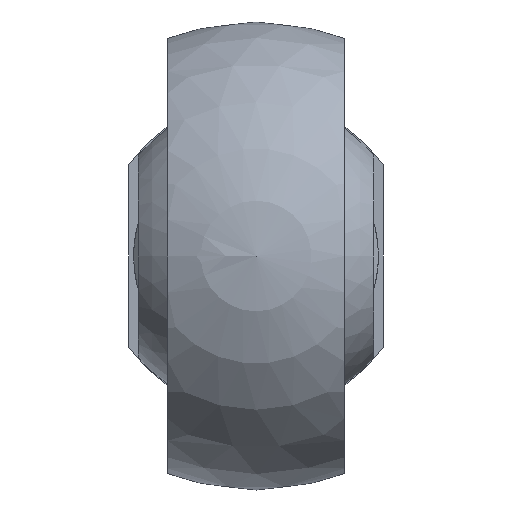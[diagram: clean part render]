
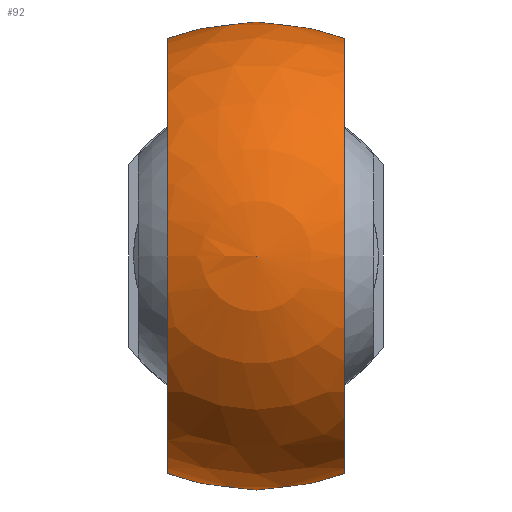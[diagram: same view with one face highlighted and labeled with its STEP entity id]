
A CAD part, left-side view. The second image highlights one B-rep face of the part: STEP entity #92.
In plain terms, the highlighted spherical face has radius 12 mm.
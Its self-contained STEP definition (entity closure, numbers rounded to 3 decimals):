
#92 = ADVANCED_FACE( '', ( #193, #194 ), #195, .T. );
#193 = FACE_BOUND( '', #288, .T. );
#194 = FACE_OUTER_BOUND( '', #289, .T. );
#195 = SPHERICAL_SURFACE( '', #290, 12. );
#288 = VERTEX_LOOP( '', #464 );
#289 = EDGE_LOOP( '', ( #465, #466, #467, #468 ) );
#290 = AXIS2_PLACEMENT_3D( '', #469, #470, #471 );
#464 = VERTEX_POINT( '', #544 );
#465 = ORIENTED_EDGE( '', *, *, #540, .F. );
#466 = ORIENTED_EDGE( '', *, *, #529, .T. );
#467 = ORIENTED_EDGE( '', *, *, #534, .F. );
#468 = ORIENTED_EDGE( '', *, *, #524, .T. );
#469 = CARTESIAN_POINT( '', ( 0., 0., 0. ) );
#470 = DIRECTION( '', ( 1., 0., 0. ) );
#471 = DIRECTION( '', ( 0., 1., 0. ) );
#524 = EDGE_CURVE( '', #615, #617, #619, .F. );
#529 = EDGE_CURVE( '', #623, #625, #627, .F. );
#534 = EDGE_CURVE( '', #615, #625, #633, .T. );
#540 = EDGE_CURVE( '', #623, #617, #639, .T. );
#544 = CARTESIAN_POINT( '', ( -12., 0., 0. ) );
#615 = VERTEX_POINT( '', #721 );
#617 = VERTEX_POINT( '', #728 );
#619 = CIRCLE( '', #737, 11.124 );
#623 = VERTEX_POINT( '', #741 );
#625 = VERTEX_POINT( '', #748 );
#627 = CIRCLE( '', #757, 11.124 );
#633 = CIRCLE( '', #764, 10.109 );
#639 = CIRCLE( '', #771, 10.109 );
#721 = CARTESIAN_POINT( '', ( 6.465, 4.5, 9.053 ) );
#728 = CARTESIAN_POINT( '', ( 6.465, 4.5, -9.053 ) );
#737 = AXIS2_PLACEMENT_3D( '', #850, #851, #852 );
#741 = CARTESIAN_POINT( '', ( 6.465, -4.5, -9.053 ) );
#748 = CARTESIAN_POINT( '', ( 6.465, -4.5, 9.053 ) );
#757 = AXIS2_PLACEMENT_3D( '', #856, #857, #858 );
#764 = AXIS2_PLACEMENT_3D( '', #863, #864, #865 );
#771 = AXIS2_PLACEMENT_3D( '', #867, #868, #869 );
#850 = CARTESIAN_POINT( '', ( 0., 4.5, 0. ) );
#851 = DIRECTION( '', ( 0., 1., 0. ) );
#852 = DIRECTION( '', ( 0., 0., 1. ) );
#856 = CARTESIAN_POINT( '', ( 0., -4.5, 0. ) );
#857 = DIRECTION( '', ( 0., -1., 0. ) );
#858 = DIRECTION( '', ( 0., 0., -1. ) );
#863 = CARTESIAN_POINT( '', ( 6.465, 0., 0. ) );
#864 = DIRECTION( '', ( 1., 0., 0. ) );
#865 = DIRECTION( '', ( 0., 0., -1. ) );
#867 = CARTESIAN_POINT( '', ( 6.465, 0., 0. ) );
#868 = DIRECTION( '', ( 1., 0., 0. ) );
#869 = DIRECTION( '', ( 0., 0., -1. ) );
